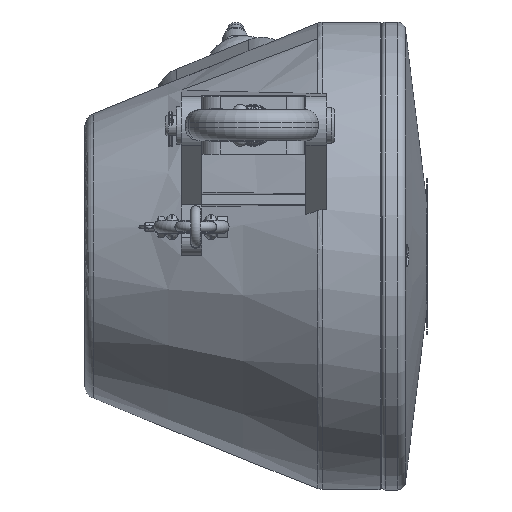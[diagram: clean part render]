
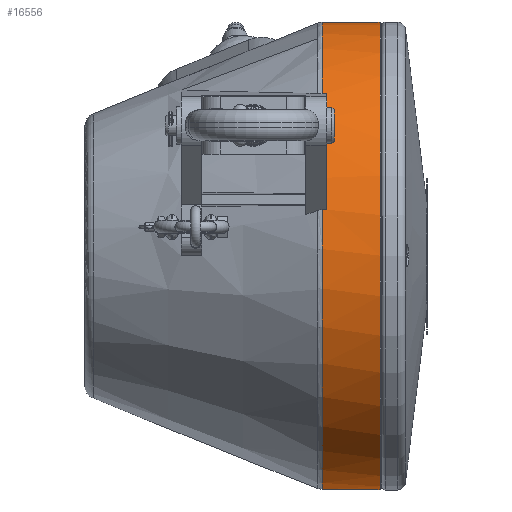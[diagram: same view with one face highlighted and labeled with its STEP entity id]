
A CAD part, top view. The second image highlights one B-rep face of the part: STEP entity #16556.
In plain terms, the highlighted cylindrical face has radius 90 mm (diameter 180 mm), a full revolution.
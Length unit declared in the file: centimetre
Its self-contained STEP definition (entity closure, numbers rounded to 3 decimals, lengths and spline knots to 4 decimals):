
#1339=LINE($,#28963,#2319);
#1340=LINE($,#28966,#2320);
#2319=VECTOR($,#21817,0.1644);
#2320=VECTOR($,#21820,0.1644);
#3240=CYLINDRICAL_SURFACE($,#18106,9.);
#3604=FACE_BOUND($,#5457,.T.);
#4311=FACE_OUTER_BOUND($,#5456,.T.);
#5456=EDGE_LOOP($,(#13595,#13596,#13597,#13598));
#5457=EDGE_LOOP($,(#13599));
#6385=CIRCLE($,#18105,9.);
#6386=CIRCLE($,#18107,9.);
#6387=CIRCLE($,#18108,9.);
#7715=VERTEX_POINT($,#28956);
#7716=VERTEX_POINT($,#28959);
#7717=VERTEX_POINT($,#28960);
#7718=VERTEX_POINT($,#28962);
#7719=VERTEX_POINT($,#28964);
#9747=EDGE_CURVE($,#7715,#7715,#6385,.T.);
#9748=EDGE_CURVE($,#7716,#7717,#6386,.T.);
#9749=EDGE_CURVE($,#7716,#7718,#1339,.T.);
#9750=EDGE_CURVE($,#7718,#7719,#6387,.T.);
#9751=EDGE_CURVE($,#7719,#7717,#1340,.T.);
#13595=ORIENTED_EDGE($,*,*,#9748,.F.);
#13596=ORIENTED_EDGE($,*,*,#9749,.T.);
#13597=ORIENTED_EDGE($,*,*,#9750,.T.);
#13598=ORIENTED_EDGE($,*,*,#9751,.T.);
#13599=ORIENTED_EDGE($,*,*,#9747,.F.);
#16556=ADVANCED_FACE($,(#4311,#3604),#3240,.T.);
#18105=AXIS2_PLACEMENT_3D($,#28957,#21811,#21812);
#18106=AXIS2_PLACEMENT_3D($,#28958,#21813,#21814);
#18107=AXIS2_PLACEMENT_3D($,#28961,#21815,#21816);
#18108=AXIS2_PLACEMENT_3D($,#28965,#21818,#21819);
#21811=DIRECTION('center_axis',(1.,0.,0.));
#21812=DIRECTION('ref_axis',(0.,-1.,0.));
#21813=DIRECTION('center_axis',(1.,0.,0.));
#21814=DIRECTION('ref_axis',(0.,1.,0.));
#21815=DIRECTION('center_axis',(-1.,0.,0.));
#21816=DIRECTION('ref_axis',(0.,-0.463,-0.886));
#21817=DIRECTION($,(1.,0.,0.));
#21818=DIRECTION('center_axis',(1.,0.,0.));
#21819=DIRECTION('ref_axis',(0.,1.,0.));
#21820=DIRECTION($,(-1.,0.,0.));
#28956=CARTESIAN_POINT('',(11.3522,9.,0.));
#28957=CARTESIAN_POINT('Origin',(11.3522,0.,
0.));
#28958=CARTESIAN_POINT('Origin',(10.2192,0.,
0.));
#28959=CARTESIAN_POINT('',(9.1334,6.2373,6.4882));
#28960=CARTESIAN_POINT('',(9.1334,1.7645,8.8253));
#28961=CARTESIAN_POINT('Origin',(9.1334,0.,
0.));
#28962=CARTESIAN_POINT('',(9.2978,6.2373,6.4882));
#28963=CARTESIAN_POINT($,(10.2192,6.2373,6.4882));
#28964=CARTESIAN_POINT('',(9.2978,1.7645,8.8253));
#28965=CARTESIAN_POINT('Origin',(9.2978,0.,0.));
#28966=CARTESIAN_POINT($,(10.2192,1.7645,8.8253));
